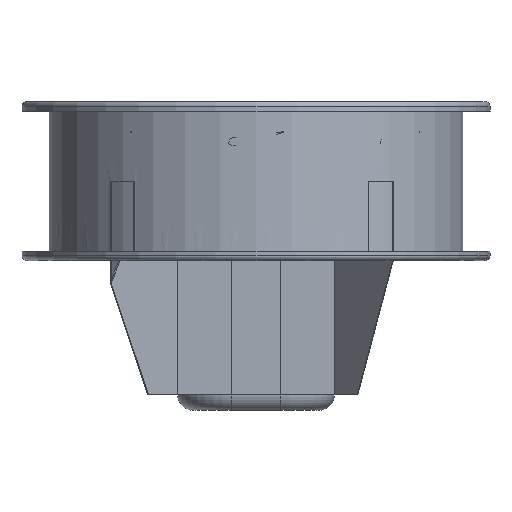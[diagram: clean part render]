
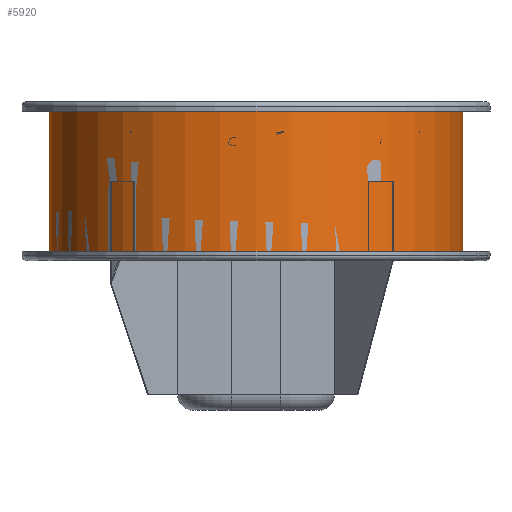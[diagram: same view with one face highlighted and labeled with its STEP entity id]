
A CAD part, front view. The second image highlights one B-rep face of the part: STEP entity #5920.
In plain terms, the highlighted cylindrical face has radius 455.2 mm (diameter 910.4 mm), a full revolution.
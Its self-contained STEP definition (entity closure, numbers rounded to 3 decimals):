
#278 = DIRECTION ( 'NONE',  ( 1., 0., 0. ) ) ;
#328 = CARTESIAN_POINT ( 'NONE',  ( 455.2, 0., -259.781 ) ) ;
#435 = DIRECTION ( 'NONE',  ( 1., 0., 0. ) ) ;
#579 = CIRCLE ( 'NONE', #2515, 455.2 ) ;
#735 = VERTEX_POINT ( 'NONE', #1924 ) ;
#743 = CARTESIAN_POINT ( 'NONE',  ( 0., 0., 69.219 ) ) ;
#758 = CIRCLE ( 'NONE', #4148, 455.2 ) ;
#873 = CYLINDRICAL_SURFACE ( 'NONE', #4077, 455.2 ) ;
#937 = DIRECTION ( 'NONE',  ( 1., 0., 0. ) ) ;
#1390 = FACE_OUTER_BOUND ( 'NONE', #5725, .T. ) ;
#1924 = CARTESIAN_POINT ( 'NONE',  ( 455.2, 0., 69.219 ) ) ;
#2347 = CARTESIAN_POINT ( 'NONE',  ( 0., 0., 165.741 ) ) ;
#2409 = ORIENTED_EDGE ( 'NONE', *, *, #4831, .T. ) ;
#2515 = AXIS2_PLACEMENT_3D ( 'NONE', #4576, #5547, #937 ) ;
#2636 = VERTEX_POINT ( 'NONE', #328 ) ;
#2707 = DIRECTION ( 'NONE',  ( 0., 0., 1. ) ) ;
#2762 = EDGE_CURVE ( 'NONE', #735, #735, #758, .T. ) ;
#3858 = DIRECTION ( 'NONE',  ( 0., 0., 1. ) ) ;
#4013 = EDGE_LOOP ( 'NONE', ( #4456 ) ) ;
#4077 = AXIS2_PLACEMENT_3D ( 'NONE', #2347, #2707, #435 ) ;
#4148 = AXIS2_PLACEMENT_3D ( 'NONE', #743, #3858, #278 ) ;
#4456 = ORIENTED_EDGE ( 'NONE', *, *, #2762, .F. ) ;
#4576 = CARTESIAN_POINT ( 'NONE',  ( 0., 0., -259.781 ) ) ;
#4599 = FACE_OUTER_BOUND ( 'NONE', #4013, .T. ) ;
#4831 = EDGE_CURVE ( 'NONE', #2636, #2636, #579, .T. ) ;
#5547 = DIRECTION ( 'NONE',  ( 0., 0., 1. ) ) ;
#5725 = EDGE_LOOP ( 'NONE', ( #2409 ) ) ;
#5920 = ADVANCED_FACE ( 'NONE', ( #4599, #1390 ), #873, .T. ) ;
